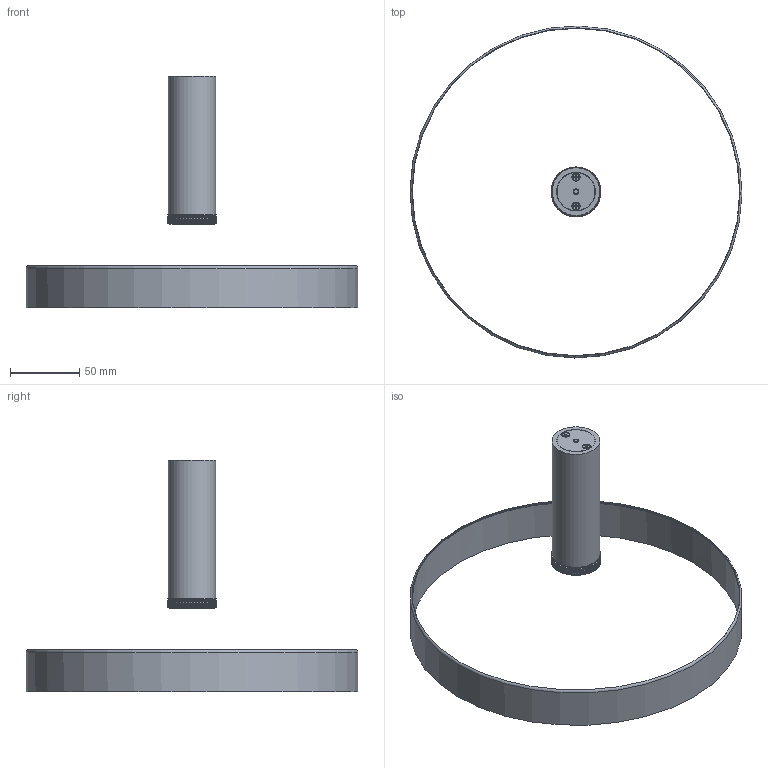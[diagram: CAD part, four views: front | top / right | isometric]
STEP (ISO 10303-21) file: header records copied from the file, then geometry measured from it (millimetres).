
FILE_DESCRIPTION(/* description */ ('This is a sample STEP configuration'),/* implementation_level */ '2;1');
FILE_NAME(/* name */ '176-10202xxxxxxxx SIMPLE.ipt_Rev_00.2.stp',/* time_stamp */ '2023-05-02T12:56:25+02:00',/* author */ ('powerJobs'),/* organization */ ('coolOrange'),/* preprocessor_version */ 'ST-DEVELOPER v19.2',/* originating_system */ 'Autodesk Inventor 2023',/* authorisation */ '');
FILE_SCHEMA (('AUTOMOTIVE_DESIGN { 1 0 10303 214 3 1 1 }'));
Length unit declared in the file: millimetre
Products named in the file (1): ENG000025778
Bounding box: 239.99 x 239.99 x 167.31 mm (x, y, z)
Volume: 124137.9 mm3; surface area: 165328 mm2
Topology: 6 solids, 6 shells, 498 faces, 1407 edges, 929 vertices
Faces by surface type: plane 284, cylinder 157, bspline 33, cone 17, torus 7
Full cylindrical faces by diameter (mm): 1 x4, 2.3 x2, 2.6 x2, 3 x19, 3.5 x2, 4 x1, 5 x2, 10 x1, 24 x2, 25.4 x2, 26 x5, 26.8 x1, 27.4 x1, 28 x2, 30.2 x1, 34.5 x1, 238 x1, 240 x1
Entity records: 33695 total; most frequent: CARTESIAN_POINT 21506, ORIENTED_EDGE 2822, DIRECTION 2144, EDGE_CURVE 1411, VERTEX_POINT 931, AXIS2_PLACEMENT_3D 795, LINE 554, VECTOR 554
